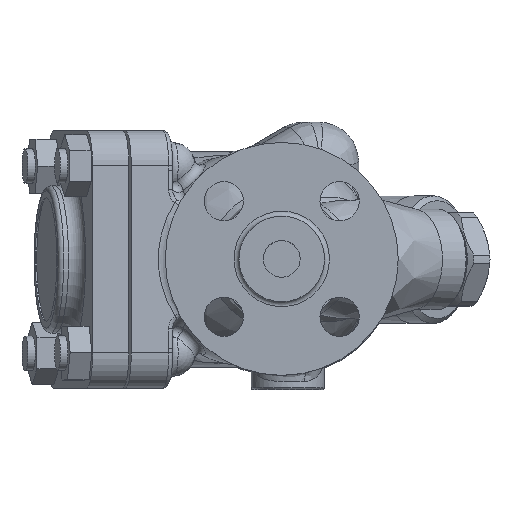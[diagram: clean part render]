
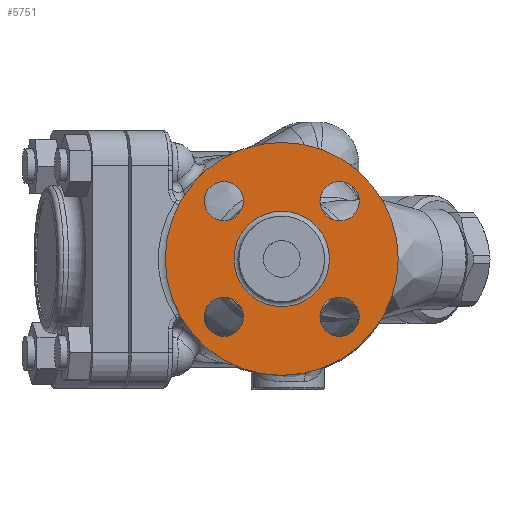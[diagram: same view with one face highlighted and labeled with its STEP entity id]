
A CAD part, top view. The second image highlights one B-rep face of the part: STEP entity #5751.
In plain terms, the highlighted planar face has unit normal (0, 0, 1).
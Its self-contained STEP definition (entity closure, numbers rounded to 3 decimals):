
#963=PLANE('',#6191);
#1123=FACE_BOUND('',#1695,.T.);
#1124=FACE_BOUND('',#1696,.T.);
#1125=FACE_BOUND('',#1697,.T.);
#1126=FACE_BOUND('',#1698,.T.);
#1127=FACE_BOUND('',#1699,.T.);
#1257=FACE_OUTER_BOUND('',#1694,.T.);
#1694=EDGE_LOOP('',(#4054));
#1695=EDGE_LOOP('',(#4055));
#1696=EDGE_LOOP('',(#4056));
#1697=EDGE_LOOP('',(#4057));
#1698=EDGE_LOOP('',(#4058));
#1699=EDGE_LOOP('',(#4059));
#2208=CIRCLE('',#6187,47.5);
#2209=CIRCLE('',#6189,19.45);
#2211=CIRCLE('',#6192,8.);
#2212=CIRCLE('',#6193,8.);
#2213=CIRCLE('',#6194,8.);
#2214=CIRCLE('',#6195,8.);
#2589=VERTEX_POINT('',#8628);
#2590=VERTEX_POINT('',#8631);
#2592=VERTEX_POINT('',#8636);
#2593=VERTEX_POINT('',#8638);
#2594=VERTEX_POINT('',#8640);
#2595=VERTEX_POINT('',#8642);
#3153=EDGE_CURVE('',#2589,#2589,#2208,.T.);
#3154=EDGE_CURVE('',#2590,#2590,#2209,.T.);
#3156=EDGE_CURVE('',#2592,#2592,#2211,.T.);
#3157=EDGE_CURVE('',#2593,#2593,#2212,.T.);
#3158=EDGE_CURVE('',#2594,#2594,#2213,.T.);
#3159=EDGE_CURVE('',#2595,#2595,#2214,.T.);
#4054=ORIENTED_EDGE('',*,*,#3153,.T.);
#4055=ORIENTED_EDGE('',*,*,#3156,.T.);
#4056=ORIENTED_EDGE('',*,*,#3157,.T.);
#4057=ORIENTED_EDGE('',*,*,#3158,.T.);
#4058=ORIENTED_EDGE('',*,*,#3159,.T.);
#4059=ORIENTED_EDGE('',*,*,#3154,.F.);
#5751=ADVANCED_FACE('',(#1257,#1123,#1124,#1125,#1126,#1127),#963,.T.);
#6187=AXIS2_PLACEMENT_3D('',#8629,#6950,#6951);
#6189=AXIS2_PLACEMENT_3D('',#8632,#6954,#6955);
#6191=AXIS2_PLACEMENT_3D('',#8635,#6958,#6959);
#6192=AXIS2_PLACEMENT_3D('',#8637,#6960,#6961);
#6193=AXIS2_PLACEMENT_3D('',#8639,#6962,#6963);
#6194=AXIS2_PLACEMENT_3D('',#8641,#6964,#6965);
#6195=AXIS2_PLACEMENT_3D('',#8643,#6966,#6967);
#6950=DIRECTION('center_axis',(0.,0.,1.));
#6951=DIRECTION('ref_axis',(1.,0.,0.));
#6954=DIRECTION('center_axis',(0.,0.,1.));
#6955=DIRECTION('ref_axis',(-1.,0.,0.));
#6958=DIRECTION('center_axis',(0.,0.,1.));
#6959=DIRECTION('ref_axis',(1.,0.,0.));
#6960=DIRECTION('center_axis',(0.,0.,-1.));
#6961=DIRECTION('ref_axis',(1.,0.,0.));
#6962=DIRECTION('center_axis',(0.,0.,-1.));
#6963=DIRECTION('ref_axis',(0.,1.,0.));
#6964=DIRECTION('center_axis',(0.,0.,-1.));
#6965=DIRECTION('ref_axis',(-1.,0.,0.));
#6966=DIRECTION('center_axis',(0.,0.,-1.));
#6967=DIRECTION('ref_axis',(0.,-1.,0.));
#8628=CARTESIAN_POINT('',(47.5,0.,149.1));
#8629=CARTESIAN_POINT('Origin',(0.,0.,149.1));
#8631=CARTESIAN_POINT('',(19.45,0.,149.1));
#8632=CARTESIAN_POINT('Origin',(0.,0.,149.1));
#8635=CARTESIAN_POINT('Origin',(17.45,0.,149.1));
#8636=CARTESIAN_POINT('',(-15.582,23.582,149.1));
#8637=CARTESIAN_POINT('Origin',(-23.582,23.582,149.1));
#8638=CARTESIAN_POINT('',(-23.582,-15.582,149.1));
#8639=CARTESIAN_POINT('Origin',(-23.582,-23.582,149.1));
#8640=CARTESIAN_POINT('',(15.582,-23.582,149.1));
#8641=CARTESIAN_POINT('Origin',(23.582,-23.582,149.1));
#8642=CARTESIAN_POINT('',(23.582,15.582,149.1));
#8643=CARTESIAN_POINT('Origin',(23.582,23.582,149.1));
